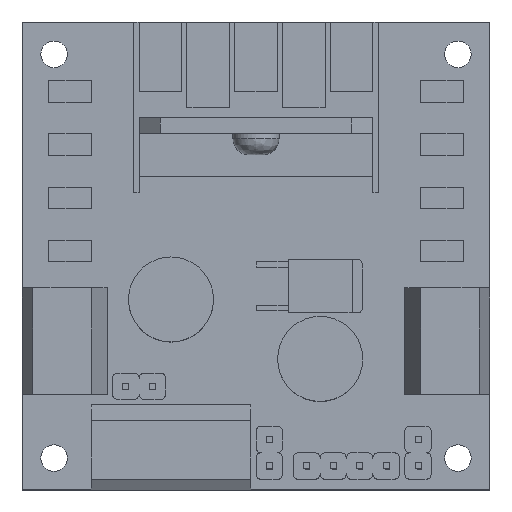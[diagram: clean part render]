
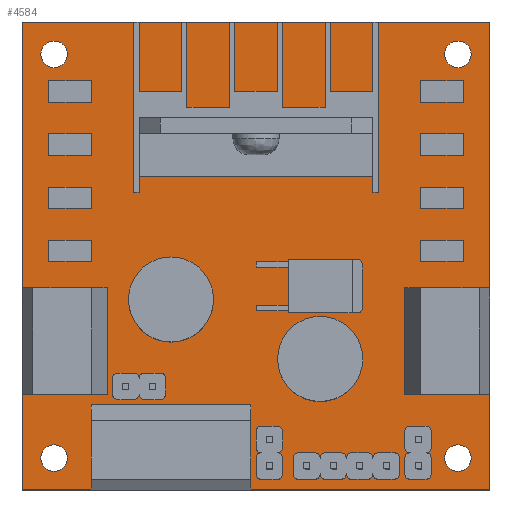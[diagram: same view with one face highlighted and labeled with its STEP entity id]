
A CAD part, top view. The second image highlights one B-rep face of the part: STEP entity #4584.
In plain terms, the highlighted planar face has unit normal (0, 0, 1).
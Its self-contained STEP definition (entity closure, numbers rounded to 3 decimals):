
#132=FACE_BOUND('',#530,.T.);
#133=FACE_BOUND('',#531,.T.);
#134=FACE_BOUND('',#532,.T.);
#135=FACE_BOUND('',#533,.T.);
#141=CIRCLE('',#4909,1.25);
#142=CIRCLE('',#4911,1.25);
#143=CIRCLE('',#4913,1.25);
#144=CIRCLE('',#4915,1.25);
#244=FACE_OUTER_BOUND('',#529,.T.);
#529=EDGE_LOOP('',(#3055,#3056,#3057,#3058));
#530=EDGE_LOOP('',(#3059));
#531=EDGE_LOOP('',(#3060));
#532=EDGE_LOOP('',(#3061));
#533=EDGE_LOOP('',(#3062));
#813=LINE('',#6627,#1372);
#820=LINE('',#6648,#1379);
#821=LINE('',#6650,#1380);
#822=LINE('',#6651,#1381);
#1372=VECTOR('',#5301,10.);
#1379=VECTOR('',#5326,10.);
#1380=VECTOR('',#5327,10.);
#1381=VECTOR('',#5328,10.);
#1935=VERTEX_POINT('',#6625);
#1936=VERTEX_POINT('',#6626);
#1937=VERTEX_POINT('',#6631);
#1938=VERTEX_POINT('',#6635);
#1939=VERTEX_POINT('',#6639);
#1940=VERTEX_POINT('',#6643);
#1941=VERTEX_POINT('',#6647);
#1942=VERTEX_POINT('',#6649);
#2375=EDGE_CURVE('',#1935,#1936,#813,.T.);
#2379=EDGE_CURVE('',#1937,#1937,#141,.T.);
#2381=EDGE_CURVE('',#1938,#1938,#142,.T.);
#2383=EDGE_CURVE('',#1939,#1939,#143,.T.);
#2385=EDGE_CURVE('',#1940,#1940,#144,.T.);
#2386=EDGE_CURVE('',#1935,#1941,#820,.T.);
#2387=EDGE_CURVE('',#1942,#1936,#821,.T.);
#2388=EDGE_CURVE('',#1942,#1941,#822,.T.);
#3055=ORIENTED_EDGE('',*,*,#2386,.F.);
#3056=ORIENTED_EDGE('',*,*,#2375,.T.);
#3057=ORIENTED_EDGE('',*,*,#2387,.F.);
#3058=ORIENTED_EDGE('',*,*,#2388,.T.);
#3059=ORIENTED_EDGE('',*,*,#2379,.T.);
#3060=ORIENTED_EDGE('',*,*,#2381,.T.);
#3061=ORIENTED_EDGE('',*,*,#2383,.T.);
#3062=ORIENTED_EDGE('',*,*,#2385,.T.);
#4349=PLANE('',#4916);
#4584=ADVANCED_FACE('',(#244,#132,#133,#134,#135),#4349,.T.);
#4909=AXIS2_PLACEMENT_3D('',#6633,#5307,#5308);
#4911=AXIS2_PLACEMENT_3D('',#6637,#5312,#5313);
#4913=AXIS2_PLACEMENT_3D('',#6641,#5317,#5318);
#4915=AXIS2_PLACEMENT_3D('',#6645,#5322,#5323);
#4916=AXIS2_PLACEMENT_3D('',#6646,#5324,#5325);
#5301=DIRECTION('',(-1.,0.,0.));
#5307=DIRECTION('center_axis',(0.,0.,-1.));
#5308=DIRECTION('ref_axis',(1.,0.,0.));
#5312=DIRECTION('center_axis',(0.,0.,-1.));
#5313=DIRECTION('ref_axis',(1.,0.,0.));
#5317=DIRECTION('center_axis',(0.,0.,-1.));
#5318=DIRECTION('ref_axis',(1.,0.,0.));
#5322=DIRECTION('center_axis',(0.,0.,-1.));
#5323=DIRECTION('ref_axis',(1.,0.,0.));
#5324=DIRECTION('center_axis',(0.,0.,1.));
#5325=DIRECTION('ref_axis',(1.,0.,0.));
#5326=DIRECTION('',(0.,-1.,0.));
#5327=DIRECTION('',(0.,1.,0.));
#5328=DIRECTION('',(1.,0.,0.));
#6625=CARTESIAN_POINT('',(22.,22.,0.));
#6626=CARTESIAN_POINT('',(-22.,22.,0.));
#6627=CARTESIAN_POINT('',(-11.,22.,0.));
#6631=CARTESIAN_POINT('',(17.75,19.,0.));
#6633=CARTESIAN_POINT('Origin',(19.,19.,0.));
#6635=CARTESIAN_POINT('',(-20.25,-19.,0.));
#6637=CARTESIAN_POINT('Origin',(-19.,-19.,0.));
#6639=CARTESIAN_POINT('',(17.75,-19.,0.));
#6641=CARTESIAN_POINT('Origin',(19.,-19.,0.));
#6643=CARTESIAN_POINT('',(-20.25,19.,0.));
#6645=CARTESIAN_POINT('Origin',(-19.,19.,0.));
#6646=CARTESIAN_POINT('Origin',(0.,0.,0.));
#6647=CARTESIAN_POINT('',(22.,-22.,0.));
#6648=CARTESIAN_POINT('',(22.,22.,0.));
#6649=CARTESIAN_POINT('',(-22.,-22.,0.));
#6650=CARTESIAN_POINT('',(-22.,-22.,0.));
#6651=CARTESIAN_POINT('',(11.,-22.,0.));
